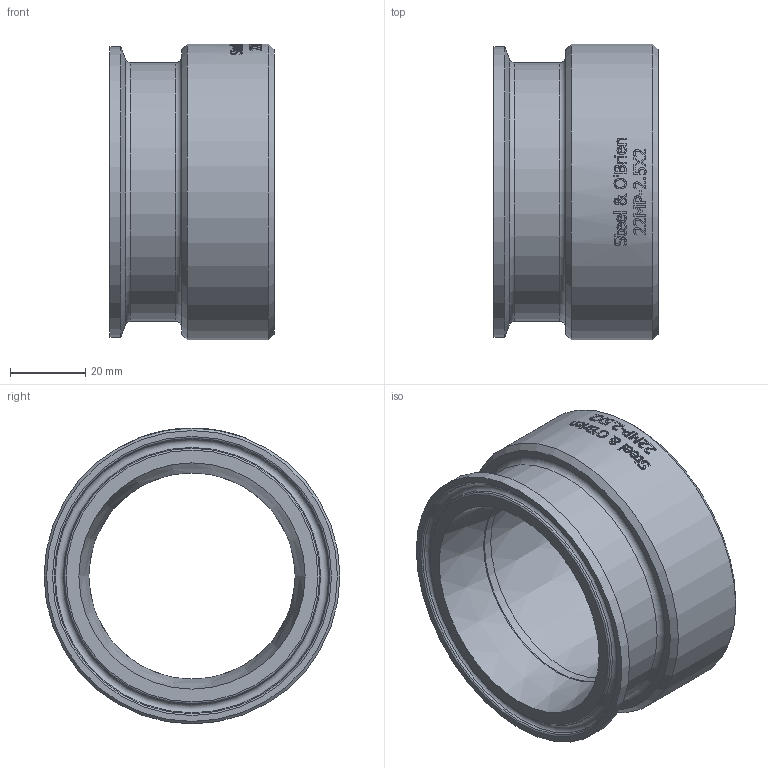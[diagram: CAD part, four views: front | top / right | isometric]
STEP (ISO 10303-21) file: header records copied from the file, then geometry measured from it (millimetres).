
FILE_DESCRIPTION(/* description */ (''),/* implementation_level */ '2;1');
FILE_NAME(/* name */ '22MP-2.5X2.ipt.stp',/* time_stamp */ '2019-08-23T16:29:41-04:00',/* author */ ('Engineering'),/* organization */ (''),/* preprocessor_version */ 'ST-DEVELOPER v15.2',/* originating_system */ 'Autodesk Inventor 2014',/* authorisation */ '');
FILE_SCHEMA (('AUTOMOTIVE_DESIGN { 1 0 10303 214 3 1 1 }'));
Length unit declared in the file: inch
Products named in the file (1): 22MP-2.5X2
Bounding box: 43.66 x 78.74 x 78.74 mm (x, y, z)
Volume: 84084.8 mm3; surface area: 23685 mm2
Topology: 1 solids, 1 shells, 391 faces, 1048 edges, 694 vertices
Faces by surface type: bspline 184, plane 156, cylinder 37, cone 8, torus 6
Full cylindrical faces by diameter (mm): 54.882 x1, 68.783 x1, 77.394 x1, 78.74 x1
Entity records: 15458 total; most frequent: CARTESIAN_POINT 6759, ORIENTED_EDGE 2060, DIRECTION 1280, EDGE_CURVE 1030, VERTEX_POINT 694, LINE 460, VECTOR 460, EDGE_LOOP 446
